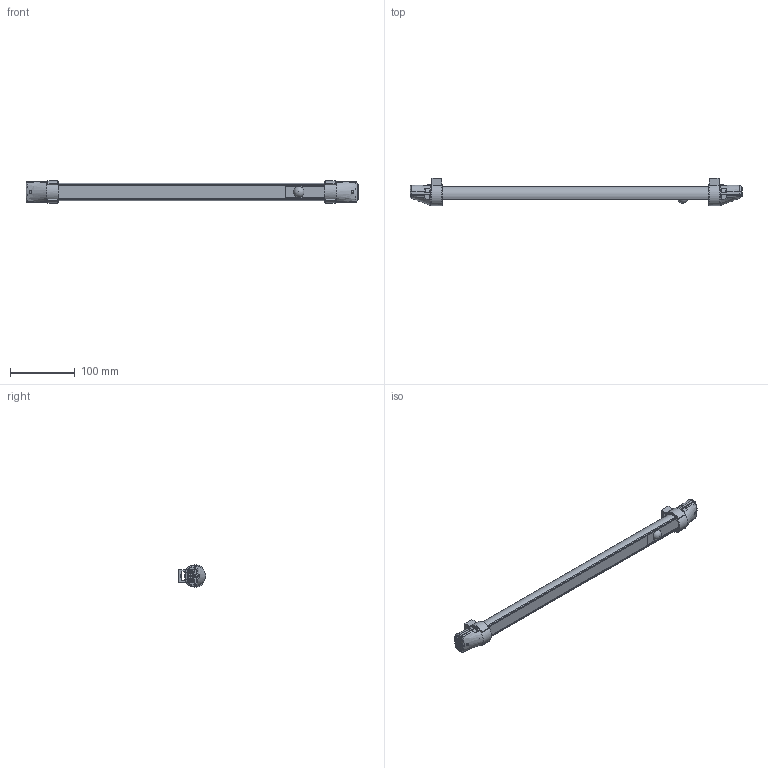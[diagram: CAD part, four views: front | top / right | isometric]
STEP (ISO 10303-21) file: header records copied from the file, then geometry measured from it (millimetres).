
FILE_DESCRIPTION(/* description */ (''),/* implementation_level */ '2;1');
FILE_NAME(/* name */ '112229_LED08-D-B.stp',/* time_stamp */ '2025-09-20T11:21:12+02:00',/* author */ ('cad'),/* organization */ (''),/* preprocessor_version */ 'ST-DEVELOPER v15.6',/* originating_system */ 'Autodesk Inventor 2015',/* authorisation */ '');
FILE_SCHEMA (('AUTOMOTIVE_DESIGN { 1 0 10303 214 3 1 1 }'));
Length unit declared in the file: millimetre
Products named in the file (1): 112229_LED08-D-B
Bounding box: 514.5 x 42 x 34.91 mm (x, y, z)
Surface area: 53684 mm2 (no closed solid volume)
Topology: 0 solids, 19 shells, 140 faces, 746 edges, 589 vertices
Faces by surface type: plane 56, bspline 41, cylinder 34, torus 8, sphere 1
Full cylindrical faces by diameter (mm): 2 x1, 2.7 x3, 4 x2, 5.4 x2, 12.1 x2
Entity records: 9332 total; most frequent: CARTESIAN_POINT 4035, ORIENTED_EDGE 952, DIRECTION 932, EDGE_CURVE 723, VERTEX_POINT 581, LINE 328, VECTOR 328, AXIS2_PLACEMENT_3D 302
